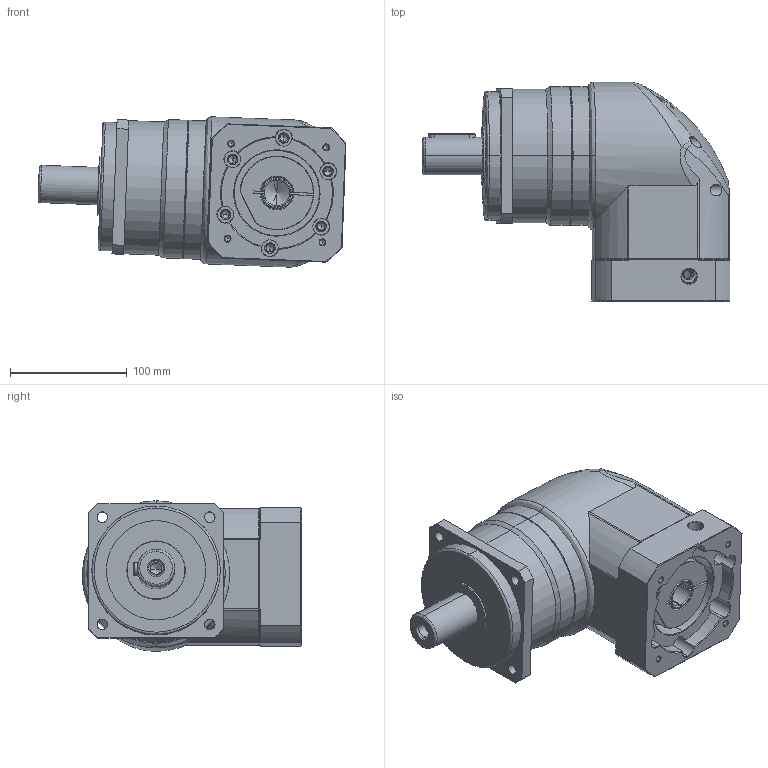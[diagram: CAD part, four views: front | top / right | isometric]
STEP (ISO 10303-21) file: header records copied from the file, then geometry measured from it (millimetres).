
FILE_DESCRIPTION (( 'STEP AP214' ), '1' );
FILE_NAME ('PBL115-L1-22-95-115-M6-M8.STEP', '2024-01-06T02:04:12', ( 'admin' ), ( '' ), 'SwSTEP 2.0', 'SolidWorks 2013', '' );
FILE_SCHEMA (( 'AUTOMOTIVE_DESIGN' ));
Length unit declared in the file: millimetre
Products named in the file (5): PBL115-L1-22-95-115-M6-M8; SDL115-22; SBL115_X2_8F9351658F7495017D2773AF_X0_-22; SBL115-95-115M6; PB115_X2_8F9351FA7AEF_X0_
Assembly tree (4 placements, depth 2):
  PBL115-L1-22-95-115-M6-M8
    SDL115-22
    SBL115_X2_8F9351658F7495017D2773AF_X0_-22
    SBL115-95-115M6
    PB115_X2_8F9351FA7AEF_X0_
Bounding box: 263.54 x 187.5 x 128.67 mm (x, y, z)
Volume: 2911441.1 mm3; surface area: 252398.3 mm2
Topology: 8 solids, 8 shells, 465 faces, 1176 edges, 720 vertices
Faces by surface type: cylinder 207, cone 132, plane 98, bspline 26, torus 2
Entity records: 26300 total; most frequent: CARTESIAN_POINT 10213, ORIENTED_EDGE 2252, DIRECTION 2186, EDGE_CURVE 1126, AXIS2_PLACEMENT_3D 866, VERTEX_POINT 720, EDGE_LOOP 552, UNCERTAINTY_MEASURE_WITH_UNIT 482
